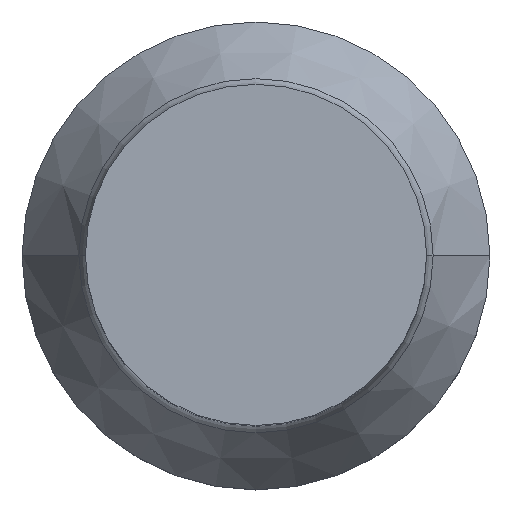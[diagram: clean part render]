
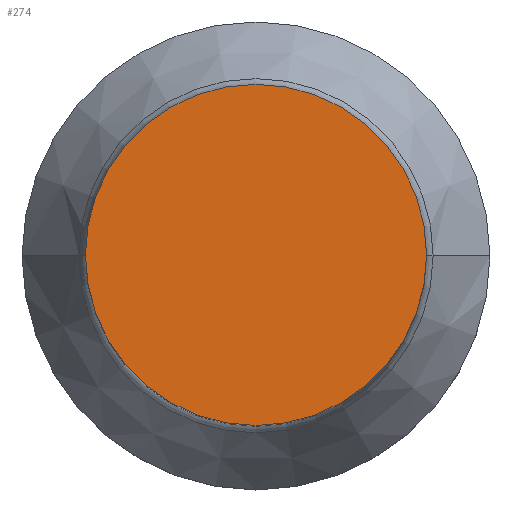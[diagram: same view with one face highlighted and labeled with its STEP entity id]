
A CAD part, top view. The second image highlights one B-rep face of the part: STEP entity #274.
In plain terms, the highlighted planar face has unit normal (0, 0, 1).
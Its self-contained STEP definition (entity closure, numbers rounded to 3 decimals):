
#274=ADVANCED_FACE('',(#302),#300,.T.);
#300=PLANE('',#685);
#302=FACE_OUTER_BOUND('',#327,.T.);
#327=EDGE_LOOP('',(#354,#355));
#354=ORIENTED_EDGE('',*,*,#535,.F.);
#355=ORIENTED_EDGE('',*,*,#536,.F.);
#490=VERTEX_POINT('',#885);
#491=VERTEX_POINT('',#886);
#535=EDGE_CURVE('',#490,#491,#603,.T.);
#536=EDGE_CURVE('',#491,#490,#604,.T.);
#603=CIRCLE('',#683,1.75);
#604=CIRCLE('',#684,1.75);
#683=AXIS2_PLACEMENT_3D('',#884,#746,#747);
#684=AXIS2_PLACEMENT_3D('',#887,#748,#749);
#685=AXIS2_PLACEMENT_3D('',#888,#750,#751);
#746=DIRECTION('',(0.,0.,-1.));
#747=DIRECTION('',(-1.,0.,0.));
#748=DIRECTION('',(0.,0.,-1.));
#749=DIRECTION('',(1.,0.,0.));
#750=DIRECTION('',(0.,0.,1.));
#751=DIRECTION('',(1.,0.,0.));
#884=CARTESIAN_POINT('',(0.,0.,7.2));
#885=CARTESIAN_POINT('',(-1.75,0.,7.2));
#886=CARTESIAN_POINT('',(1.75,0.,7.2));
#887=CARTESIAN_POINT('',(0.,0.,7.2));
#888=CARTESIAN_POINT('',(0.,0.,7.2));
